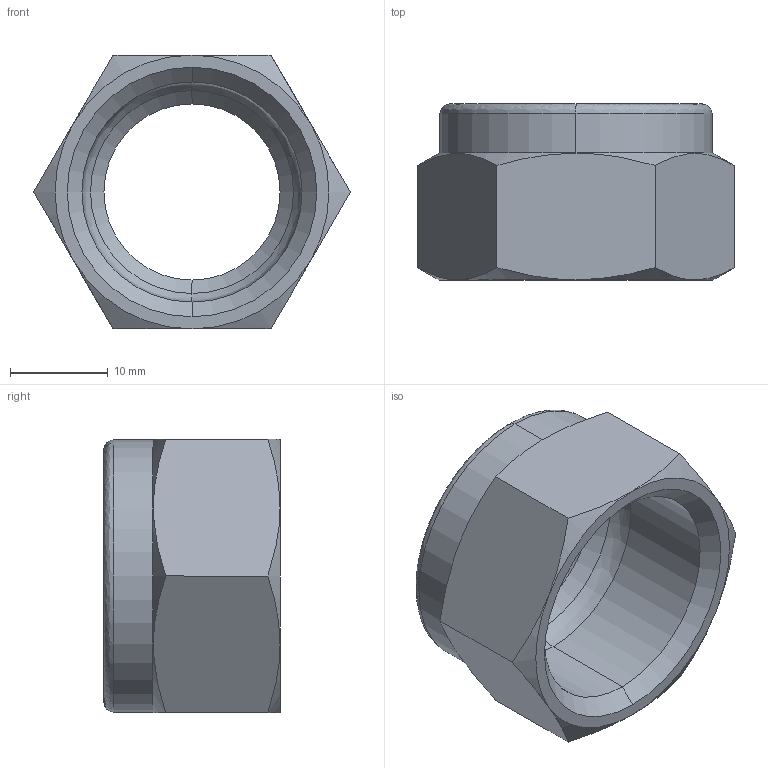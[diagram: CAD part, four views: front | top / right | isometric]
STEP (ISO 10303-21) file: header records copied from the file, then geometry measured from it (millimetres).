
FILE_DESCRIPTION (( 'STEP AP214' ), '1' );
FILE_NAME ('106800001Y700A.STEP', '2013-02-25T17:14:36', ( '' ), ( '' ), 'SwSTEP 2.0', 'SolidWorks 2012', '' );
FILE_SCHEMA (( 'AUTOMOTIVE_DESIGN' ));
Length unit declared in the file: millimetre
Products named in the file (1): 106800001Y700A
Bounding box: 32.33 x 18 x 28 mm (x, y, z)
Volume: 5161.6 mm3; surface area: 3495.6 mm2
Topology: 1 solids, 1 shells, 33 faces, 72 edges, 41 vertices
Faces by surface type: cone 15, plane 8, cylinder 6, bspline 4
Entity records: 1341 total; most frequent: CARTESIAN_POINT 639, ORIENTED_EDGE 144, DIRECTION 131, EDGE_CURVE 72, AXIS2_PLACEMENT_3D 55, VERTEX_POINT 41, EDGE_LOOP 35, ADVANCED_FACE 33
